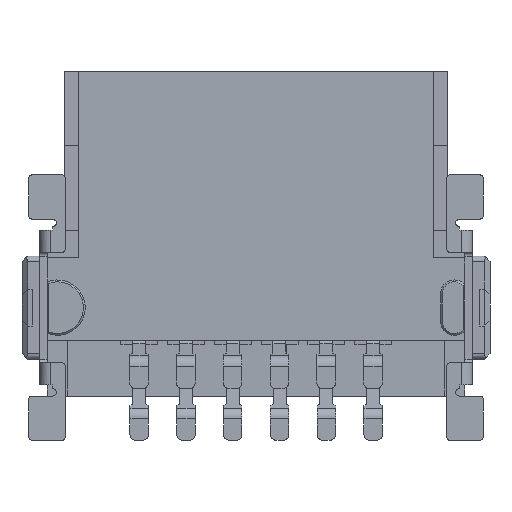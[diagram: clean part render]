
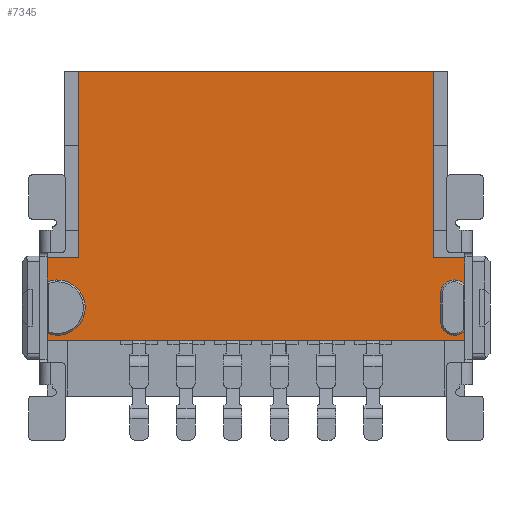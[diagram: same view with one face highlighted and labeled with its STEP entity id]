
A CAD part, front view. The second image highlights one B-rep face of the part: STEP entity #7345.
In plain terms, the highlighted planar face has unit normal (0, -1, 0).
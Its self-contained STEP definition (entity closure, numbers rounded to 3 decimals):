
#1296=CARTESIAN_POINT('',(-5.385,-2.1,2.4));
#1297=DIRECTION('',(0.,1.,0.));
#1298=DIRECTION('',(-0.38,0.,0.925));
#1299=AXIS2_PLACEMENT_3D('',#1296,#1297,#1298);
#1311=DIRECTION('',(-1.,0.,0.));
#1312=VECTOR('',#1311,0.85);
#1313=CARTESIAN_POINT('',(5.67,-2.1,3.75));
#1314=LINE('',#1313,#1312);
#1318=CARTESIAN_POINT('',(5.385,-2.1,2.775));
#1319=DIRECTION('',(0.,-1.,0.));
#1320=DIRECTION('',(0.76,0.,0.65));
#1321=AXIS2_PLACEMENT_3D('',#1318,#1319,#1320);
#1326=DIRECTION('',(0.,0.,-1.));
#1327=VECTOR('',#1326,0.75);
#1328=CARTESIAN_POINT('',(5.01,-2.1,2.775));
#1329=LINE('',#1328,#1327);
#1333=CARTESIAN_POINT('',(5.385,-2.1,2.025));
#1334=DIRECTION('',(0.,-1.,0.));
#1335=DIRECTION('',(-1.,0.,0.));
#1336=AXIS2_PLACEMENT_3D('',#1333,#1334,#1335);
#1341=DIRECTION('',(0.,0.,1.));
#1342=VECTOR('',#1341,0.206);
#1343=CARTESIAN_POINT('',(-5.67,-2.1,1.5));
#1344=LINE('',#1343,#1342);
#1348=DIRECTION('',(0.,0.,1.));
#1349=VECTOR('',#1348,0.656);
#1350=CARTESIAN_POINT('',(-5.67,-2.1,3.094));
#1351=LINE('',#1350,#1349);
#1355=DIRECTION('',(1.,0.,0.));
#1356=VECTOR('',#1355,0.85);
#1357=CARTESIAN_POINT('',(-5.67,-2.1,3.75));
#1358=LINE('',#1357,#1356);
#1376=DIRECTION('',(0.,0.,1.));
#1377=VECTOR('',#1376,5.05);
#1378=CARTESIAN_POINT('',(4.82,-2.1,3.75));
#1379=LINE('',#1378,#1377);
#2111=DIRECTION('',(1.,0.,0.));
#2112=VECTOR('',#2111,9.64);
#2113=CARTESIAN_POINT('',(-4.82,-2.1,8.8));
#2114=LINE('',#2113,#2112);
#2223=DIRECTION('',(0.,0.,-1.));
#2224=VECTOR('',#2223,5.05);
#2225=CARTESIAN_POINT('',(-4.82,-2.1,8.8));
#2226=LINE('',#2225,#2224);
#2489=DIRECTION('',(1.,0.,0.));
#2490=VECTOR('',#2489,11.34);
#2491=CARTESIAN_POINT('',(-5.67,-2.1,1.5));
#2492=LINE('',#2491,#2490);
#2815=DIRECTION('',(0.,0.,1.));
#2816=VECTOR('',#2815,0.731);
#2817=CARTESIAN_POINT('',(5.67,-2.1,3.019));
#2818=LINE('',#2817,#2816);
#2850=DIRECTION('',(0.,0.,1.));
#2851=VECTOR('',#2850,0.281);
#2852=CARTESIAN_POINT('',(5.67,-2.1,1.5));
#2853=LINE('',#2852,#2851);
#5504=CARTESIAN_POINT('',(5.01,-2.1,2.775));
#5505=CARTESIAN_POINT('',(5.01,-2.1,2.025));
#5506=VERTEX_POINT('',#5504);
#5507=VERTEX_POINT('',#5505);
#5508=CARTESIAN_POINT('',(5.67,-2.1,3.019));
#5509=VERTEX_POINT('',#5508);
#5510=CARTESIAN_POINT('',(5.67,-2.1,1.781));
#5511=VERTEX_POINT('',#5510);
#5512=CARTESIAN_POINT('',(-5.67,-2.1,3.094));
#5513=CARTESIAN_POINT('',(-5.67,-2.1,1.706));
#5514=VERTEX_POINT('',#5512);
#5515=VERTEX_POINT('',#5513);
#5524=CARTESIAN_POINT('',(5.67,-2.1,3.75));
#5525=CARTESIAN_POINT('',(4.82,-2.1,3.75));
#5526=VERTEX_POINT('',#5524);
#5527=VERTEX_POINT('',#5525);
#5528=CARTESIAN_POINT('',(-5.67,-2.1,3.75));
#5529=CARTESIAN_POINT('',(-4.82,-2.1,3.75));
#5530=VERTEX_POINT('',#5528);
#5531=VERTEX_POINT('',#5529);
#5538=CARTESIAN_POINT('',(5.67,-2.1,1.5));
#5539=VERTEX_POINT('',#5538);
#5546=CARTESIAN_POINT('',(-5.67,-2.1,1.5));
#5547=VERTEX_POINT('',#5546);
#5556=CARTESIAN_POINT('',(4.82,-2.1,8.8));
#5557=VERTEX_POINT('',#5556);
#5558=CARTESIAN_POINT('',(-4.82,-2.1,8.8));
#5559=VERTEX_POINT('',#5558);
#7313=CARTESIAN_POINT('',(-5.67,-2.1,0.));
#7314=DIRECTION('',(0.,-1.,0.));
#7315=DIRECTION('',(1.,0.,0.));
#7316=AXIS2_PLACEMENT_3D('',#7313,#7314,#7315);
#7317=PLANE('',#7316);
#7319=ORIENTED_EDGE('',*,*,#7318,.F.);
#7321=ORIENTED_EDGE('',*,*,#7320,.F.);
#7323=ORIENTED_EDGE('',*,*,#7322,.F.);
#7325=ORIENTED_EDGE('',*,*,#7324,.T.);
#7327=ORIENTED_EDGE('',*,*,#7326,.T.);
#7329=ORIENTED_EDGE('',*,*,#7328,.T.);
#7331=ORIENTED_EDGE('',*,*,#7330,.F.);
#7333=ORIENTED_EDGE('',*,*,#7332,.F.);
#7334=ORIENTED_EDGE('',*,*,#6381,.T.);
#7335=ORIENTED_EDGE('',*,*,#7307,.F.);
#7336=ORIENTED_EDGE('',*,*,#6394,.T.);
#7338=ORIENTED_EDGE('',*,*,#7337,.T.);
#7340=ORIENTED_EDGE('',*,*,#7339,.F.);
#7342=ORIENTED_EDGE('',*,*,#7341,.T.);
#7343=EDGE_LOOP('',(#7319,#7321,#7323,#7325,#7327,#7329,#7331,#7333,#7334,#7335,
#7336,#7338,#7340,#7342));
#7344=FACE_OUTER_BOUND('',#7343,.F.);
#7345=ADVANCED_FACE('',(#7344),#7317,.T.);
#1300=CIRCLE('',#1299,0.75);
#1322=CIRCLE('',#1321,0.375);
#1337=CIRCLE('',#1336,0.375);
#6381=EDGE_CURVE('',#5547,#5515,#1344,.T.);
#6394=EDGE_CURVE('',#5514,#5530,#1351,.T.);
#7307=EDGE_CURVE('',#5514,#5515,#1300,.T.);
#7318=EDGE_CURVE('',#5527,#5557,#1379,.T.);
#7320=EDGE_CURVE('',#5526,#5527,#1314,.T.);
#7322=EDGE_CURVE('',#5509,#5526,#2818,.T.);
#7324=EDGE_CURVE('',#5509,#5506,#1322,.T.);
#7326=EDGE_CURVE('',#5506,#5507,#1329,.T.);
#7328=EDGE_CURVE('',#5507,#5511,#1337,.T.);
#7330=EDGE_CURVE('',#5539,#5511,#2853,.T.);
#7332=EDGE_CURVE('',#5547,#5539,#2492,.T.);
#7337=EDGE_CURVE('',#5530,#5531,#1358,.T.);
#7339=EDGE_CURVE('',#5559,#5531,#2226,.T.);
#7341=EDGE_CURVE('',#5559,#5557,#2114,.T.);
